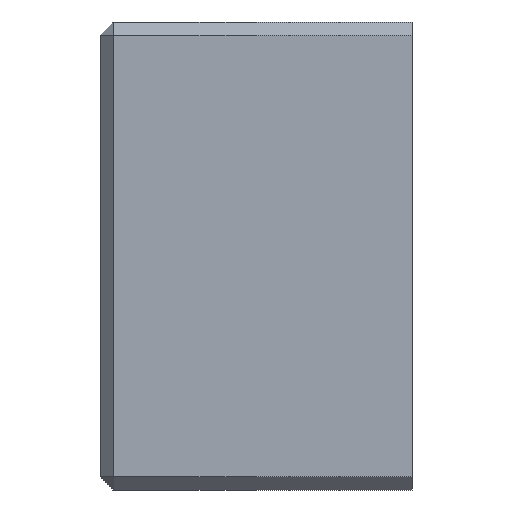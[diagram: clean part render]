
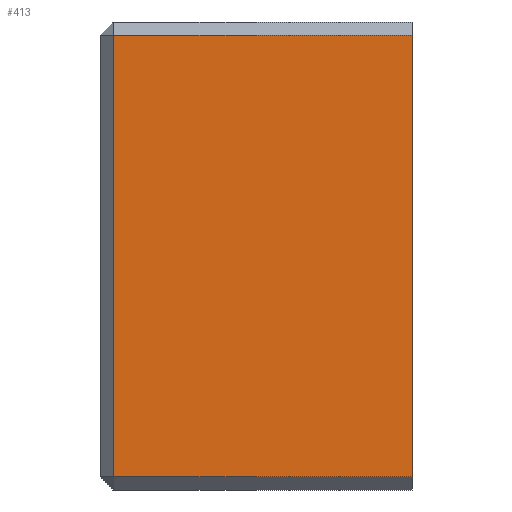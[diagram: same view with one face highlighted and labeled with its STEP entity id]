
A CAD part, left-side view. The second image highlights one B-rep face of the part: STEP entity #413.
In plain terms, the highlighted planar face has unit normal (-1, 0, 0).
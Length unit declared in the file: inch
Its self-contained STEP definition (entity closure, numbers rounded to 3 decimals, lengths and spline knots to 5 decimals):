
#45=FACE_OUTER_BOUND('',#73,.T.);
#73=EDGE_LOOP('',(#351,#352,#353,#354));
#94=LINE('',#617,#144);
#97=LINE('',#623,#147);
#117=LINE('',#663,#167);
#122=LINE('',#670,#172);
#144=VECTOR('',#502,0.3937);
#147=VECTOR('',#507,0.3937);
#167=VECTOR('',#543,0.3937);
#172=VECTOR('',#552,0.3937);
#188=VERTEX_POINT('',#603);
#192=VERTEX_POINT('',#612);
#193=VERTEX_POINT('',#619);
#206=VERTEX_POINT('',#661);
#228=EDGE_CURVE('',#188,#192,#94,.T.);
#231=EDGE_CURVE('',#192,#193,#97,.T.);
#251=EDGE_CURVE('',#206,#188,#117,.T.);
#256=EDGE_CURVE('',#193,#206,#122,.T.);
#351=ORIENTED_EDGE('',*,*,#251,.F.);
#352=ORIENTED_EDGE('',*,*,#256,.F.);
#353=ORIENTED_EDGE('',*,*,#231,.F.);
#354=ORIENTED_EDGE('',*,*,#228,.F.);
#391=PLANE('',#463);
#413=ADVANCED_FACE('',(#45),#391,.T.);
#463=AXIS2_PLACEMENT_3D('',#680,#565,#566);
#502=DIRECTION('',(0.,0.,1.));
#507=DIRECTION('',(0.,-1.,0.));
#543=DIRECTION('',(0.,1.,0.));
#552=DIRECTION('',(0.,0.,-1.));
#565=DIRECTION('center_axis',(-1.,0.,0.));
#566=DIRECTION('ref_axis',(0.,0.,-1.));
#603=CARTESIAN_POINT('',(-1.5,1.875,-4.375));
#612=CARTESIAN_POINT('',(-1.5,1.875,-0.125));
#617=CARTESIAN_POINT('',(-1.5,1.875,-1.125));
#619=CARTESIAN_POINT('',(-1.5,-1.,-0.125));
#623=CARTESIAN_POINT('',(-1.5,1.,-0.125));
#661=CARTESIAN_POINT('',(-1.5,-1.,-4.375));
#663=CARTESIAN_POINT('',(-1.5,1.,-4.375));
#670=CARTESIAN_POINT('',(-1.5,-1.,-4.5));
#680=CARTESIAN_POINT('Origin',(-1.5,2.,0.));
